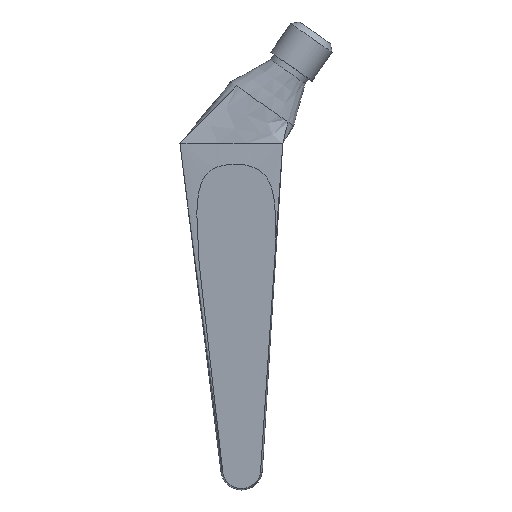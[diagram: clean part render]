
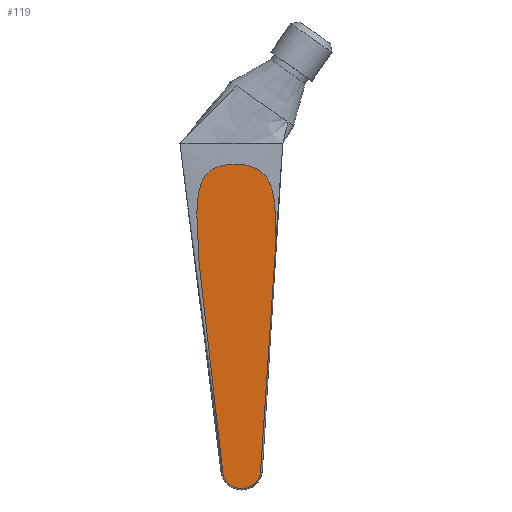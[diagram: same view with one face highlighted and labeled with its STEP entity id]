
A CAD part, left-side view. The second image highlights one B-rep face of the part: STEP entity #119.
In plain terms, the highlighted free-form (B-spline) face has degree [1, 1] with [2, 2] control points.
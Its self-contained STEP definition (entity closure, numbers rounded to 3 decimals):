
#119 = ADVANCED_FACE('',(#120),#187,.F.);
#120 = FACE_BOUND('',#121,.T.);
#121 = EDGE_LOOP('',(#122,#143,#164,#172,#180));
#122 = ORIENTED_EDGE('',*,*,#123,.F.);
#123 = EDGE_CURVE('',#124,#126,#128,.T.);
#124 = VERTEX_POINT('',#125);
#125 = CARTESIAN_POINT('',(-12.997,4.143,194.949)
  );
#126 = VERTEX_POINT('',#127);
#127 = CARTESIAN_POINT('',(-11.063,-21.636,
    146.392));
#128 = B_SPLINE_CURVE_WITH_KNOTS('',3,(#129,#130,#131,#132,#133,#134,
    #135,#136,#137,#138,#139,#140,#141,#142),.UNSPECIFIED.,.F.,.F.,(4,2,
    2,2,2,2,4),(-9.078,-8.091,-6.616,
    -5.472,-4.04,-2.413,0.),.UNSPECIFIED.);
#129 = CARTESIAN_POINT('',(-12.997,4.143,194.949)
  );
#130 = CARTESIAN_POINT('',(-12.997,2.343,194.949
    ));
#131 = CARTESIAN_POINT('',(-12.992,0.556,
    194.822));
#132 = CARTESIAN_POINT('',(-12.967,-3.691,
    194.205));
#133 = CARTESIAN_POINT('',(-12.94,-6.269,
    193.536));
#134 = CARTESIAN_POINT('',(-12.863,-10.423,
    191.596));
#135 = CARTESIAN_POINT('',(-12.82,-12.072,
    190.507));
#136 = CARTESIAN_POINT('',(-12.695,-15.327,
    187.369));
#137 = CARTESIAN_POINT('',(-12.61,-16.727,
    185.239));
#138 = CARTESIAN_POINT('',(-12.393,-19.073,
    179.783));
#139 = CARTESIAN_POINT('',(-12.251,-19.977,
    176.228));
#140 = CARTESIAN_POINT('',(-11.812,-21.516,
    165.197));
#141 = CARTESIAN_POINT('',(-11.479,-21.789,
    156.837));
#142 = CARTESIAN_POINT('',(-11.063,-21.636,
    146.392));
#143 = ORIENTED_EDGE('',*,*,#144,.F.);
#144 = EDGE_CURVE('',#145,#124,#147,.T.);
#145 = VERTEX_POINT('',#146);
#146 = CARTESIAN_POINT('',(-5.234,11.896,0.));
#147 = B_SPLINE_CURVE_WITH_KNOTS('',3,(#148,#149,#150,#151,#152,#153,
    #154,#155,#156,#157,#158,#159,#160,#161,#162,#163),.UNSPECIFIED.,.F.
  ,.F.,(4,2,2,2,2,2,2,4),(-27.454,-21.385,
    -17.843,-15.675,-13.796,-12.141,
    -10.525,-9.078),.UNSPECIFIED.);
#148 = CARTESIAN_POINT('',(-5.234,11.896,
    0.));
#149 = CARTESIAN_POINT('',(-7.643,19.397,
    60.502));
#150 = CARTESIAN_POINT('',(-9.387,24.522,
    104.307));
#151 = CARTESIAN_POINT('',(-11.11,28.128,
    147.559));
#152 = CARTESIAN_POINT('',(-11.558,28.595,158.824
    ));
#153 = CARTESIAN_POINT('',(-12.098,27.98,172.39
    ));
#154 = CARTESIAN_POINT('',(-12.262,27.425,
    176.499));
#155 = CARTESIAN_POINT('',(-12.512,25.717,
    182.775));
#156 = CARTESIAN_POINT('',(-12.608,24.637,
    185.178));
#157 = CARTESIAN_POINT('',(-12.756,21.954,
    188.902));
#158 = CARTESIAN_POINT('',(-12.812,20.428,
    190.318));
#159 = CARTESIAN_POINT('',(-12.901,16.826,
    192.559));
#160 = CARTESIAN_POINT('',(-12.938,14.641,
    193.479));
#161 = CARTESIAN_POINT('',(-12.986,9.438,
    194.678));
#162 = CARTESIAN_POINT('',(-12.997,6.778,194.949
    ));
#163 = CARTESIAN_POINT('',(-12.997,4.143,194.949)
  );
#164 = ORIENTED_EDGE('',*,*,#165,.F.);
#165 = EDGE_CURVE('',#166,#145,#168,.T.);
#166 = VERTEX_POINT('',#167);
#167 = CARTESIAN_POINT('',(-4.84,0.,
    -9.887));
#168 = ( BOUNDED_CURVE() B_SPLINE_CURVE(2,(#169,#170,#171),
.UNSPECIFIED.,.F.,.F.) B_SPLINE_CURVE_WITH_KNOTS((3,3),(3.142,
4.529),.PIECEWISE_BEZIER_KNOTS.) CURVE() 
GEOMETRIC_REPRESENTATION_ITEM() RATIONAL_B_SPLINE_CURVE((1.,
0.769,1.)) REPRESENTATION_ITEM('') );
#169 = CARTESIAN_POINT('',(-4.84,0.,
    -9.887));
#170 = CARTESIAN_POINT('',(-4.84,10.063,
    -9.887));
#171 = CARTESIAN_POINT('',(-5.234,11.896,
    0.));
#172 = ORIENTED_EDGE('',*,*,#173,.F.);
#173 = EDGE_CURVE('',#174,#166,#176,.T.);
#174 = VERTEX_POINT('',#175);
#175 = CARTESIAN_POINT('',(-5.234,-11.896,0.));
#176 = ( BOUNDED_CURVE() B_SPLINE_CURVE(2,(#177,#178,#179),
.UNSPECIFIED.,.F.,.F.) B_SPLINE_CURVE_WITH_KNOTS((3,3),(1.754,
3.142),.PIECEWISE_BEZIER_KNOTS.) CURVE() 
GEOMETRIC_REPRESENTATION_ITEM() RATIONAL_B_SPLINE_CURVE((1.,
0.769,1.)) REPRESENTATION_ITEM('') );
#177 = CARTESIAN_POINT('',(-5.234,-11.896,
    0.));
#178 = CARTESIAN_POINT('',(-4.84,-10.063,
    -9.887));
#179 = CARTESIAN_POINT('',(-4.84,0.,
    -9.887));
#180 = ORIENTED_EDGE('',*,*,#181,.F.);
#181 = EDGE_CURVE('',#126,#174,#182,.T.);
#182 = B_SPLINE_CURVE_WITH_KNOTS('',3,(#183,#184,#185,#186),
  .UNSPECIFIED.,.F.,.F.,(4,4),(-10.682,0.),
  .PIECEWISE_BEZIER_KNOTS.);
#183 = CARTESIAN_POINT('',(-11.063,-21.636,
    146.392));
#184 = CARTESIAN_POINT('',(-9.454,-18.803,
    105.979));
#185 = CARTESIAN_POINT('',(-7.072,-14.674,
    46.156));
#186 = CARTESIAN_POINT('',(-5.234,-11.896,
    0.));
#187 = B_SPLINE_SURFACE_WITH_KNOTS('',1,1,(
    (#188,#189)
    ,(#190,#191
    )),.UNSPECIFIED.,.F.,.F.,.F.,(2,2),(2,2),(0.,
    157.732),(-16.765,22.002),
  .PIECEWISE_BEZIER_KNOTS.);
#188 = CARTESIAN_POINT('',(-12.997,-21.789,
    194.949));
#189 = CARTESIAN_POINT('',(-12.997,28.595,194.949
    ));
#190 = CARTESIAN_POINT('',(-4.84,-21.789,
    -9.887));
#191 = CARTESIAN_POINT('',(-4.84,28.595,
    -9.887));
